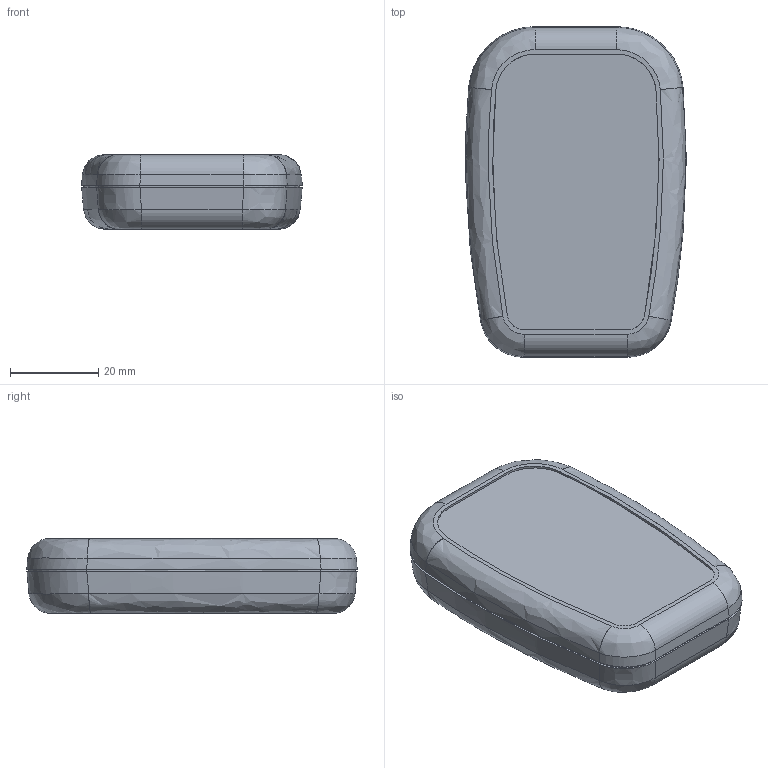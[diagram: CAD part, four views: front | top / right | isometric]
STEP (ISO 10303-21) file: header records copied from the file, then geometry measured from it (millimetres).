
FILE_DESCRIPTION(/* description */ (''),/* implementation_level */ '2;1');
FILE_NAME(/* name */ '1553AA.iam.stp',/* time_stamp */ '2015-12-22T09:04:32-05:00',/* author */ ('Lynn'),/* organization */ (''),/* preprocessor_version */ 'ST-DEVELOPER v16.1',/* originating_system */ 'Autodesk Inventor 2016',/* authorisation */ '');
FILE_SCHEMA (('AUTOMOTIVE_DESIGN { 1 0 10303 214 3 1 1 }'));
Products named in the file (6): 1553AA TOP; 1553AA BOTTOM; 1553AA TOP GRIP; 1553AA BOTTOM GRIP; #31190; 1553AA
Assembly tree (4 placements, depth 2):
  #31190
  1553AA
    1553AA TOP
    1553AA BOTTOM
    1553AA TOP GRIP
    1553AA BOTTOM GRIP
Bounding box: 50.08 x 75 x 17 mm (x, y, z)
Volume: 19022.5 mm3; surface area: 26135.9 mm2
Topology: 10 solids, 10 shells, 566 faces, 1482 edges, 956 vertices
Faces by surface type: bspline 254, plane 212, cone 60, cylinder 28, torus 8, sphere 4
Full cylindrical faces by diameter (mm): 2.5 x8, 2.794 x4, 7 x4
Entity records: 31187 total; most frequent: CARTESIAN_POINT 21594, ORIENTED_EDGE 2392, EDGE_CURVE 1196, DIRECTION 1126, VERTEX_POINT 790, B_SPLINE_CURVE_WITH_KNOTS 714, EDGE_LOOP 552, FACE_OUTER_BOUND 482
